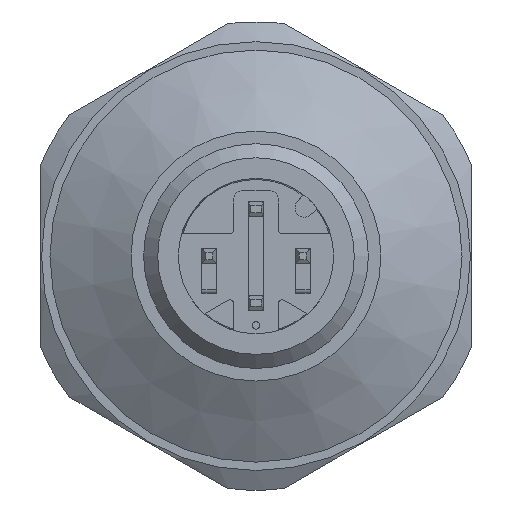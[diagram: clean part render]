
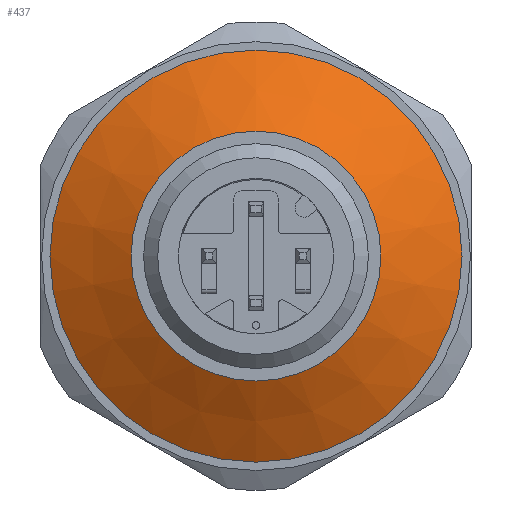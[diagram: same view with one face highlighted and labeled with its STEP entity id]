
A CAD part, front view. The second image highlights one B-rep face of the part: STEP entity #437.
In plain terms, the highlighted conical face has half-angle 60 degrees and reference radius 6.67 mm.
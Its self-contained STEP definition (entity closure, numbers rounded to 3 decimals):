
#437 = ADVANCED_FACE( '', ( #911, #912 ), #913, .T. );
#911 = FACE_OUTER_BOUND( '', #1393, .T. );
#912 = FACE_BOUND( '', #1394, .T. );
#913 = CONICAL_SURFACE( '', #1395, 6.67, 1.047 );
#1393 = EDGE_LOOP( '', ( #2615 ) );
#1394 = EDGE_LOOP( '', ( #2616 ) );
#1395 = AXIS2_PLACEMENT_3D( '', #2617, #2618, #2619 );
#2615 = ORIENTED_EDGE( '', *, *, #3184, .F. );
#2616 = ORIENTED_EDGE( '', *, *, #3073, .T. );
#2617 = CARTESIAN_POINT( '', ( 0., -76., 0. ) );
#2618 = DIRECTION( '', ( 0., 1., 0. ) );
#2619 = DIRECTION( '', ( 0., 0., 1. ) );
#3073 = EDGE_CURVE( '', #3784, #3784, #3785, .T. );
#3184 = EDGE_CURVE( '', #3926, #3926, #3927, .T. );
#3784 = VERTEX_POINT( '', #4804 );
#3785 = CIRCLE( '', #4805, 6.67 );
#3926 = VERTEX_POINT( '', #5032 );
#3927 = CIRCLE( '', #5033, 11. );
#4804 = CARTESIAN_POINT( '', ( 0., -76., 6.67 ) );
#4805 = AXIS2_PLACEMENT_3D( '', #5533, #5534, #5535 );
#5032 = CARTESIAN_POINT( '', ( 0., -73.5, 11. ) );
#5033 = AXIS2_PLACEMENT_3D( '', #5642, #5643, #5644 );
#5533 = CARTESIAN_POINT( '', ( 0., -76., 0. ) );
#5534 = DIRECTION( '', ( 0., 1., 0. ) );
#5535 = DIRECTION( '', ( 0., 0., 1. ) );
#5642 = CARTESIAN_POINT( '', ( 0., -73.5, 0. ) );
#5643 = DIRECTION( '', ( 0., 1., 0. ) );
#5644 = DIRECTION( '', ( 0., 0., 1. ) );
